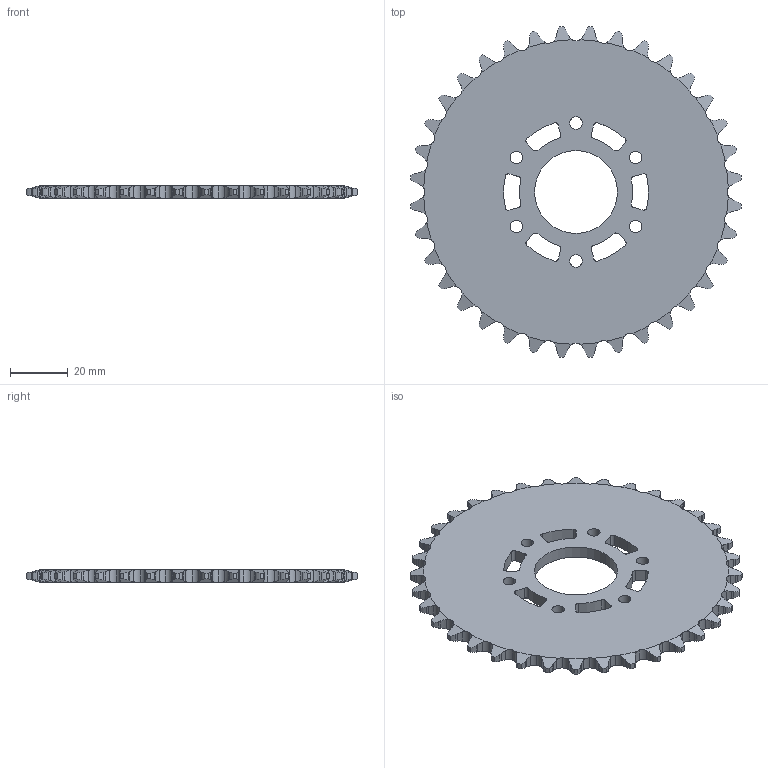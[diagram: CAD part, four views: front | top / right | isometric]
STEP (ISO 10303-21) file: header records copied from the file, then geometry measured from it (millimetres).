
FILE_DESCRIPTION (( 'STEP AP203' ), '1' );
FILE_NAME ('217-2649.20121204.STEP', '2012-12-05T02:09:42', ( 'svradm' ), ( 'Microsoft' ), 'SwSTEP 2.0', 'SolidWorks 2012', '' );
FILE_SCHEMA (( 'CONFIG_CONTROL_DESIGN' ));
Length unit declared in the file: inch
Products named in the file (1): 217-2649.20121204
Bounding box: 114.26 x 114.26 x 4.29 mm (x, y, z)
Volume: 34444.8 mm3; surface area: 19745.2 mm2
Topology: 1 solids, 1 shells, 468 faces, 1398 edges, 932 vertices
Faces by surface type: cylinder 310, plane 86, cone 72
Entity records: 16801 total; most frequent: CARTESIAN_POINT 4815, ORIENTED_EDGE 2796, DIRECTION 2164, EDGE_CURVE 1398, VERTEX_POINT 932, AXIS2_PLACEMENT_3D 873, B_SPLINE_CURVE_WITH_KNOTS 576, EDGE_LOOP 494
